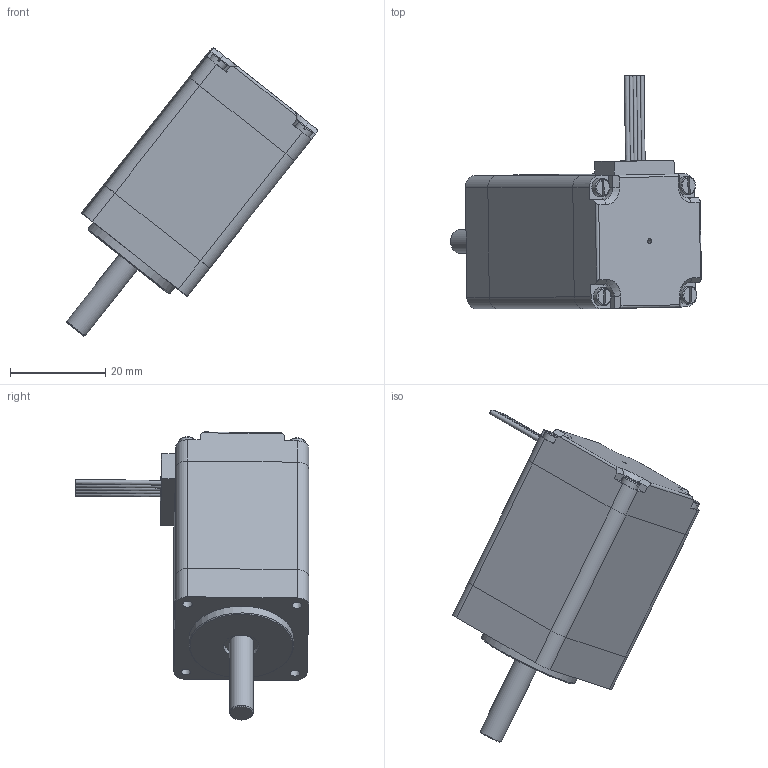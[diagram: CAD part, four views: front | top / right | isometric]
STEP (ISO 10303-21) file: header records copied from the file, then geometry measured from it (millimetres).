
FILE_DESCRIPTION((''),'2;1');
FILE_NAME('STEPPING_MOTOR_ST2818M1006_A.stp','2013-12-05T14:23:13',('schneid_a'),(''),'Autodesk Inventor 2010','Autodesk Inventor 2010','');
FILE_SCHEMA(('AUTOMOTIVE_DESIGN { 1 0 10303 214 1 1 1 1 }'));
Length unit declared in the file: millimetre
Products named in the file (7): STEPPING_MOTOR_ST2818M1006_A; Stator_ST2818_M; Endcap_ST2818_A; Frontcap_ST2818; leads_4_ST2818; shaft_forward_ST2818; Schrauben_ISO1207_M2
Assembly tree (9 placements, depth 2):
  STEPPING_MOTOR_ST2818M1006_A
    Stator_ST2818_M
    Endcap_ST2818_A
    Frontcap_ST2818
    leads_4_ST2818
    shaft_forward_ST2818
    Schrauben_ISO1207_M2  x4
Bounding box: 52.73 x 49.13 x 60.58 mm (x, y, z)
Volume: 35720.5 mm3; surface area: 11047 mm2
Topology: 10 solids, 10 shells, 159 faces, 375 edges, 236 vertices
Faces by surface type: plane 88, cylinder 53, cone 10, torus 8
Full cylindrical faces by diameter (mm): 1 x11, 2.013 x6, 2.2 x4, 3.8 x4, 5 x2, 7.5 x1, 22 x1
Entity records: 3837 total; most frequent: DIRECTION 680, CARTESIAN_POINT 630, ORIENTED_EDGE 538, EDGE_CURVE 269, AXIS2_PLACEMENT_3D 267, EDGE_LOOP 178, VERTEX_POINT 177, VECTOR 146
